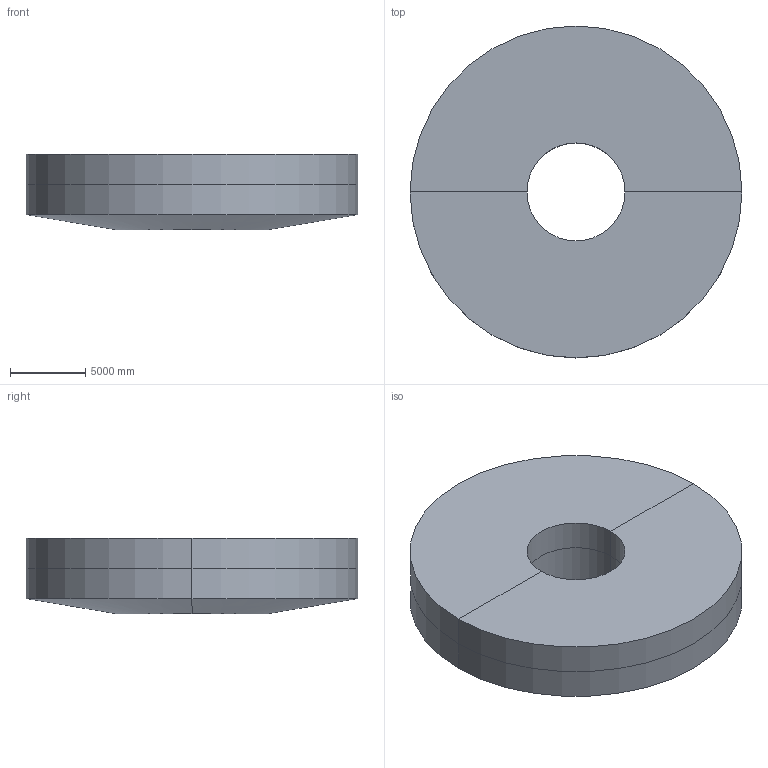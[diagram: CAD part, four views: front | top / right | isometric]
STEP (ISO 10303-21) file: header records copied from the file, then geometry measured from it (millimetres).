
FILE_DESCRIPTION(/* description */ (''),/* implementation_level */ '2;1');
FILE_NAME(/* name */ 'float2_geom',/* time_stamp */ '2025-01-18T16:24:38-05:00',/* author */ (''),/* organization */ (''),/* preprocessor_version */ 'ST-DEVELOPER v19.2',/* originating_system */ 'Rhino 8.13',/* authorisation */ '');
FILE_SCHEMA (('CONFIG_CONTROL_DESIGN'));
Length unit declared in the file: metre
Products named in the file (1): Document
Bounding box: 22000 x 22000 x 5000 mm (x, y, z)
Volume: 1565587121789.8 mm3; surface area: 1076814149.1 mm2
Topology: 1 solids, 1 shells, 14 faces, 28 edges, 14 vertices
Faces by surface type: cylinder 8, plane 4, bspline 2
Entity records: 466 total; most frequent: CARTESIAN_POINT 118, ORIENTED_EDGE 56, DIRECTION 44, EDGE_CURVE 28, AXIS2_PLACEMENT_3D 28, ADVANCED_FACE 14, FACE_OUTER_BOUND 14, EDGE_LOOP 14
